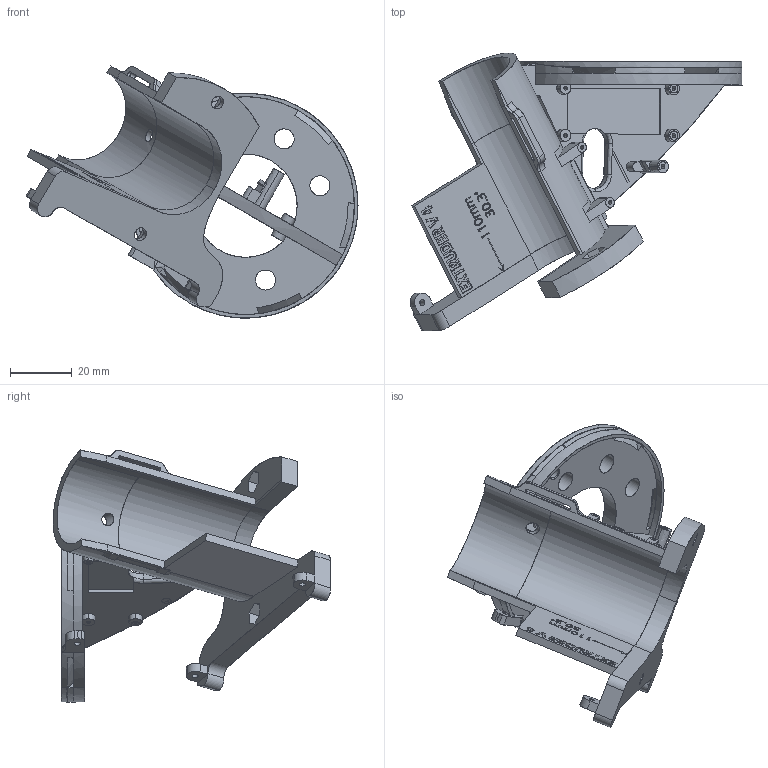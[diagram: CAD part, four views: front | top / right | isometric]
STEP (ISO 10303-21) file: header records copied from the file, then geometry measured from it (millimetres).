
FILE_DESCRIPTION(/* description */ (''),/* implementation_level */ '2;1');
FILE_NAME(/* name */ 'WASPextMainV4',/* time_stamp */ '2023-07-12T20:39:20-05:00',/* author */ (''),/* organization */ (''),/* preprocessor_version */ 'ST-DEVELOPER v16.5',/* originating_system */ 'Rhino 7.30',/* authorisation */ '');
FILE_SCHEMA (('CONFIG_CONTROL_DESIGN'));
Length unit declared in the file: millimetre
Products named in the file (1): Document
Bounding box: 107.75 x 90.12 x 81.85 mm (x, y, z)
Surface area: 30557.9 mm2 (no closed solid volume)
Topology: 0 solids, 0 shells, 855 faces, 4647 edges, 4630 vertices
Faces by surface type: plane 419, cylinder 282, bspline 154
Full cylindrical faces by diameter (mm): 6.5 x3, 33.5 x1
Entity records: 38967 total; most frequent: CARTESIAN_POINT 26595, COMPOSITE_CURVE_SEGMENT 4667, B_SPLINE_CURVE_WITH_KNOTS 3621, CURVE_BOUNDED_SURFACE 854, OUTER_BOUNDARY_CURVE 854, DIRECTION 705, AXIS2_PLACEMENT_3D 703, PLANE 419
